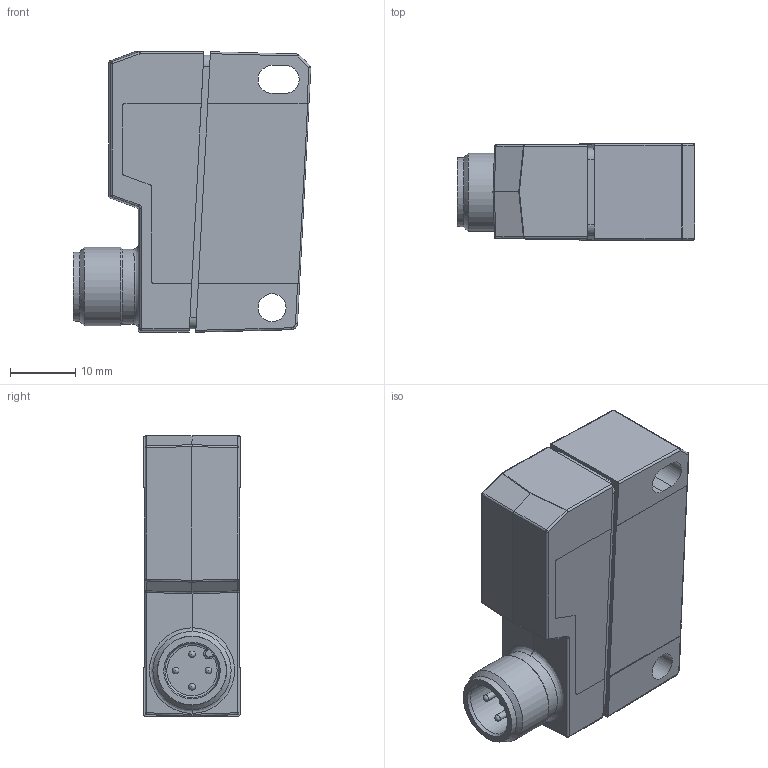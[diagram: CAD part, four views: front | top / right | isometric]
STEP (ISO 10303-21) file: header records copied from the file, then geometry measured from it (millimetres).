
FILE_DESCRIPTION(/* description */ (''),/* implementation_level */ '2;1');
FILE_NAME(/* name */ 'ipf_z3d_OT430025.stp',/* time_stamp */ '2018-09-10T15:19:33+02:00',/* author */ ('g.aydin'),/* organization */ (''),/* preprocessor_version */ 'ST-DEVELOPER v15.2',/* originating_system */ 'Autodesk Inventor 2014',/* authorisation */ '');
FILE_SCHEMA (('AUTOMOTIVE_DESIGN { 1 0 10303 214 3 1 1 }'));
Length unit declared in the file: millimetre
Products named in the file (1): ipf_z3d_OT430025
Bounding box: 36.45 x 14.8 x 43 mm (x, y, z)
Volume: 17154.6 mm3; surface area: 5553.9 mm2
Topology: 1 solids, 1 shells, 147 faces, 352 edges, 209 vertices
Faces by surface type: cylinder 62, plane 57, sphere 16, torus 4, bspline 4, cone 4
Full cylindrical faces by diameter (mm): 1 x4, 4.3 x1, 11.5 x1, 12 x1
Entity records: 4769 total; most frequent: CARTESIAN_POINT 1206, DIRECTION 747, ORIENTED_EDGE 658, EDGE_CURVE 329, AXIS2_PLACEMENT_3D 276, VERTEX_POINT 203, LINE 195, VECTOR 195
